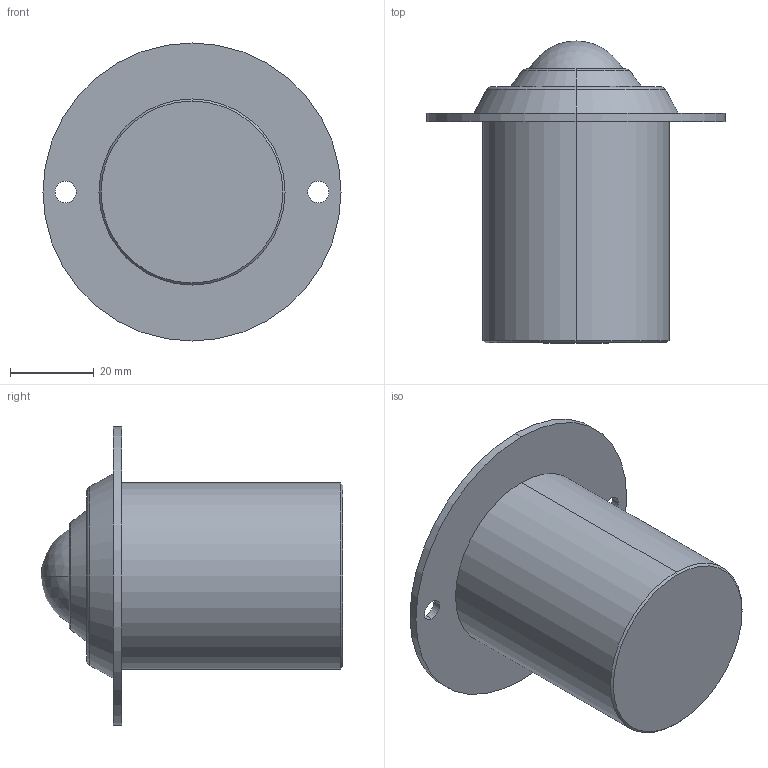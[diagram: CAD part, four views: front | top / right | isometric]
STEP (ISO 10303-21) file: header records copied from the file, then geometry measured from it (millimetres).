
FILE_DESCRIPTION (( 'STEP AP214' ), '1' );
FILE_NAME ('0014759.step', '2025-09-16T08:15:09', ( '' ), ( '' ), 'SwSTEP 2.0', 'SolidWorks 2020', '' );
FILE_SCHEMA (( 'AUTOMOTIVE_DESIGN' ));
Length unit declared in the file: millimetre
Products named in the file (1): 0014759
Bounding box: 71.3 x 72.2 x 71.3 mm (x, y, z)
Volume: 104663.8 mm3; surface area: 17393.8 mm2
Topology: 2 solids, 2 shells, 26 faces, 52 edges, 33 vertices
Faces by surface type: cylinder 8, plane 6, cone 6, torus 4, sphere 2
Entity records: 745 total; most frequent: DIRECTION 144, CARTESIAN_POINT 112, ORIENTED_EDGE 104, AXIS2_PLACEMENT_3D 65, EDGE_CURVE 52, CIRCLE 38, EDGE_LOOP 33, VERTEX_POINT 33
